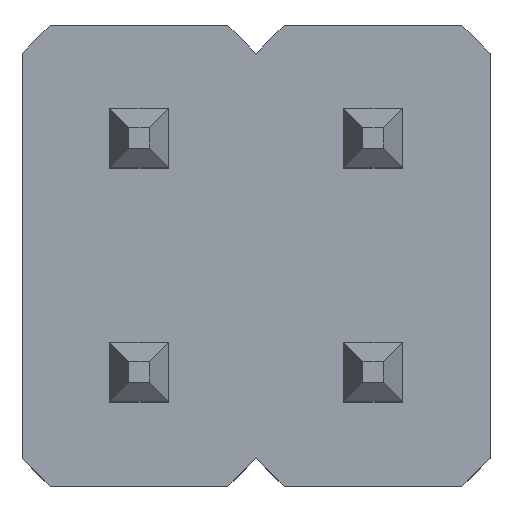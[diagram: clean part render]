
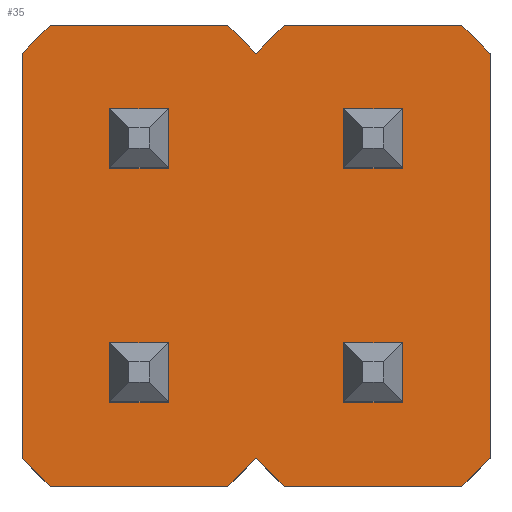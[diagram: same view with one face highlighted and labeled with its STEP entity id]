
A CAD part, top view. The second image highlights one B-rep face of the part: STEP entity #35.
In plain terms, the highlighted planar face has unit normal (0, 0, 1).
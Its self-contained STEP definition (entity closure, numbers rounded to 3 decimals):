
#35=ADVANCED_FACE('',(#368,#369,#370,#255,#371),#145,.T.);
#145=PLANE('',#2000);
#255=FACE_OUTER_BOUND('',#380,.T.);
#368=FACE_BOUND('',#377,.T.);
#369=FACE_BOUND('',#378,.T.);
#370=FACE_BOUND('',#379,.T.);
#371=FACE_BOUND('',#381,.T.);
#377=EDGE_LOOP('',(#542,#543,#544,#545));
#378=EDGE_LOOP('',(#546,#547,#548,#549));
#379=EDGE_LOOP('',(#550,#551,#552,#553));
#380=EDGE_LOOP('',(#554,#555,#556,#557,#558,#559,#560,#561,#562,#563,#564,
#565,#566,#567,#568,#569,#570,#571,#572,#573));
#381=EDGE_LOOP('',(#574,#575,#576,#577));
#542=ORIENTED_EDGE('',*,*,#1246,.T.);
#543=ORIENTED_EDGE('',*,*,#1247,.T.);
#544=ORIENTED_EDGE('',*,*,#1248,.F.);
#545=ORIENTED_EDGE('',*,*,#1249,.F.);
#546=ORIENTED_EDGE('',*,*,#1250,.T.);
#547=ORIENTED_EDGE('',*,*,#1251,.T.);
#548=ORIENTED_EDGE('',*,*,#1252,.F.);
#549=ORIENTED_EDGE('',*,*,#1253,.F.);
#550=ORIENTED_EDGE('',*,*,#1254,.T.);
#551=ORIENTED_EDGE('',*,*,#1255,.T.);
#552=ORIENTED_EDGE('',*,*,#1256,.F.);
#553=ORIENTED_EDGE('',*,*,#1257,.F.);
#554=ORIENTED_EDGE('',*,*,#1258,.T.);
#555=ORIENTED_EDGE('',*,*,#1259,.T.);
#556=ORIENTED_EDGE('',*,*,#1260,.F.);
#557=ORIENTED_EDGE('',*,*,#1261,.T.);
#558=ORIENTED_EDGE('',*,*,#1262,.T.);
#559=ORIENTED_EDGE('',*,*,#1263,.F.);
#560=ORIENTED_EDGE('',*,*,#1264,.T.);
#561=ORIENTED_EDGE('',*,*,#1265,.T.);
#562=ORIENTED_EDGE('',*,*,#1266,.F.);
#563=ORIENTED_EDGE('',*,*,#1267,.T.);
#564=ORIENTED_EDGE('',*,*,#1268,.T.);
#565=ORIENTED_EDGE('',*,*,#1269,.T.);
#566=ORIENTED_EDGE('',*,*,#1270,.F.);
#567=ORIENTED_EDGE('',*,*,#1271,.T.);
#568=ORIENTED_EDGE('',*,*,#1272,.T.);
#569=ORIENTED_EDGE('',*,*,#1273,.F.);
#570=ORIENTED_EDGE('',*,*,#1274,.T.);
#571=ORIENTED_EDGE('',*,*,#1275,.T.);
#572=ORIENTED_EDGE('',*,*,#1276,.F.);
#573=ORIENTED_EDGE('',*,*,#1277,.T.);
#574=ORIENTED_EDGE('',*,*,#1278,.T.);
#575=ORIENTED_EDGE('',*,*,#1279,.T.);
#576=ORIENTED_EDGE('',*,*,#1280,.F.);
#577=ORIENTED_EDGE('',*,*,#1281,.F.);
#1078=VERTEX_POINT('',#2706);
#1079=VERTEX_POINT('',#2707);
#1080=VERTEX_POINT('',#2709);
#1081=VERTEX_POINT('',#2711);
#1082=VERTEX_POINT('',#2714);
#1083=VERTEX_POINT('',#2715);
#1084=VERTEX_POINT('',#2717);
#1085=VERTEX_POINT('',#2719);
#1086=VERTEX_POINT('',#2722);
#1087=VERTEX_POINT('',#2723);
#1088=VERTEX_POINT('',#2725);
#1089=VERTEX_POINT('',#2727);
#1090=VERTEX_POINT('',#2730);
#1091=VERTEX_POINT('',#2731);
#1092=VERTEX_POINT('',#2733);
#1093=VERTEX_POINT('',#2735);
#1094=VERTEX_POINT('',#2737);
#1095=VERTEX_POINT('',#2739);
#1096=VERTEX_POINT('',#2741);
#1097=VERTEX_POINT('',#2743);
#1098=VERTEX_POINT('',#2745);
#1099=VERTEX_POINT('',#2747);
#1100=VERTEX_POINT('',#2749);
#1101=VERTEX_POINT('',#2751);
#1102=VERTEX_POINT('',#2753);
#1103=VERTEX_POINT('',#2755);
#1104=VERTEX_POINT('',#2757);
#1105=VERTEX_POINT('',#2759);
#1106=VERTEX_POINT('',#2761);
#1107=VERTEX_POINT('',#2763);
#1108=VERTEX_POINT('',#2765);
#1109=VERTEX_POINT('',#2767);
#1110=VERTEX_POINT('',#2770);
#1111=VERTEX_POINT('',#2771);
#1112=VERTEX_POINT('',#2773);
#1113=VERTEX_POINT('',#2775);
#1246=EDGE_CURVE('',#1078,#1079,#1514,.T.);
#1247=EDGE_CURVE('',#1079,#1080,#1515,.T.);
#1248=EDGE_CURVE('',#1081,#1080,#1516,.T.);
#1249=EDGE_CURVE('',#1078,#1081,#1517,.T.);
#1250=EDGE_CURVE('',#1082,#1083,#1518,.T.);
#1251=EDGE_CURVE('',#1083,#1084,#1519,.T.);
#1252=EDGE_CURVE('',#1085,#1084,#1520,.T.);
#1253=EDGE_CURVE('',#1082,#1085,#1521,.T.);
#1254=EDGE_CURVE('',#1086,#1087,#1522,.T.);
#1255=EDGE_CURVE('',#1087,#1088,#1523,.T.);
#1256=EDGE_CURVE('',#1089,#1088,#1524,.T.);
#1257=EDGE_CURVE('',#1086,#1089,#1525,.T.);
#1258=EDGE_CURVE('',#1090,#1091,#1526,.T.);
#1259=EDGE_CURVE('',#1091,#1092,#1527,.T.);
#1260=EDGE_CURVE('',#1093,#1092,#1528,.T.);
#1261=EDGE_CURVE('',#1093,#1094,#1529,.T.);
#1262=EDGE_CURVE('',#1094,#1095,#1530,.T.);
#1263=EDGE_CURVE('',#1096,#1095,#1531,.T.);
#1264=EDGE_CURVE('',#1096,#1097,#1532,.T.);
#1265=EDGE_CURVE('',#1097,#1098,#1533,.T.);
#1266=EDGE_CURVE('',#1099,#1098,#1534,.T.);
#1267=EDGE_CURVE('',#1099,#1100,#1535,.T.);
#1268=EDGE_CURVE('',#1100,#1101,#1536,.T.);
#1269=EDGE_CURVE('',#1101,#1102,#1537,.T.);
#1270=EDGE_CURVE('',#1103,#1102,#1538,.T.);
#1271=EDGE_CURVE('',#1103,#1104,#1539,.T.);
#1272=EDGE_CURVE('',#1104,#1105,#1540,.T.);
#1273=EDGE_CURVE('',#1106,#1105,#1541,.T.);
#1274=EDGE_CURVE('',#1106,#1107,#1542,.T.);
#1275=EDGE_CURVE('',#1107,#1108,#1543,.T.);
#1276=EDGE_CURVE('',#1109,#1108,#1544,.T.);
#1277=EDGE_CURVE('',#1109,#1090,#1545,.T.);
#1278=EDGE_CURVE('',#1110,#1111,#1546,.T.);
#1279=EDGE_CURVE('',#1111,#1112,#1547,.T.);
#1280=EDGE_CURVE('',#1113,#1112,#1548,.T.);
#1281=EDGE_CURVE('',#1110,#1113,#1549,.T.);
#1514=LINE('',#2705,#1782);
#1515=LINE('',#2708,#1783);
#1516=LINE('',#2710,#1784);
#1517=LINE('',#2712,#1785);
#1518=LINE('',#2713,#1786);
#1519=LINE('',#2716,#1787);
#1520=LINE('',#2718,#1788);
#1521=LINE('',#2720,#1789);
#1522=LINE('',#2721,#1790);
#1523=LINE('',#2724,#1791);
#1524=LINE('',#2726,#1792);
#1525=LINE('',#2728,#1793);
#1526=LINE('',#2729,#1794);
#1527=LINE('',#2732,#1795);
#1528=LINE('',#2734,#1796);
#1529=LINE('',#2736,#1797);
#1530=LINE('',#2738,#1798);
#1531=LINE('',#2740,#1799);
#1532=LINE('',#2742,#1800);
#1533=LINE('',#2744,#1801);
#1534=LINE('',#2746,#1802);
#1535=LINE('',#2748,#1803);
#1536=LINE('',#2750,#1804);
#1537=LINE('',#2752,#1805);
#1538=LINE('',#2754,#1806);
#1539=LINE('',#2756,#1807);
#1540=LINE('',#2758,#1808);
#1541=LINE('',#2760,#1809);
#1542=LINE('',#2762,#1810);
#1543=LINE('',#2764,#1811);
#1544=LINE('',#2766,#1812);
#1545=LINE('',#2768,#1813);
#1546=LINE('',#2769,#1814);
#1547=LINE('',#2772,#1815);
#1548=LINE('',#2774,#1816);
#1549=LINE('',#2776,#1817);
#1782=VECTOR('',#2165,1.);
#1783=VECTOR('',#2166,1.);
#1784=VECTOR('',#2167,1.);
#1785=VECTOR('',#2168,1.);
#1786=VECTOR('',#2169,1.);
#1787=VECTOR('',#2170,1.);
#1788=VECTOR('',#2171,1.);
#1789=VECTOR('',#2172,1.);
#1790=VECTOR('',#2173,1.);
#1791=VECTOR('',#2174,1.);
#1792=VECTOR('',#2175,1.);
#1793=VECTOR('',#2176,1.);
#1794=VECTOR('',#2177,1.);
#1795=VECTOR('',#2178,1.);
#1796=VECTOR('',#2179,1.);
#1797=VECTOR('',#2180,1.);
#1798=VECTOR('',#2181,1.);
#1799=VECTOR('',#2182,1.);
#1800=VECTOR('',#2183,1.);
#1801=VECTOR('',#2184,1.);
#1802=VECTOR('',#2185,1.);
#1803=VECTOR('',#2186,1.);
#1804=VECTOR('',#2187,1.);
#1805=VECTOR('',#2188,1.);
#1806=VECTOR('',#2189,1.);
#1807=VECTOR('',#2190,1.);
#1808=VECTOR('',#2191,1.);
#1809=VECTOR('',#2192,1.);
#1810=VECTOR('',#2193,1.);
#1811=VECTOR('',#2194,1.);
#1812=VECTOR('',#2195,1.);
#1813=VECTOR('',#2196,1.);
#1814=VECTOR('',#2197,1.);
#1815=VECTOR('',#2198,1.);
#1816=VECTOR('',#2199,1.);
#1817=VECTOR('',#2200,1.);
#2000=AXIS2_PLACEMENT_3D('',#2777,#2201,#2202);
#2165=DIRECTION('',(0.,1.,0.));
#2166=DIRECTION('',(1.,0.,0.));
#2167=DIRECTION('',(0.,1.,0.));
#2168=DIRECTION('',(1.,0.,0.));
#2169=DIRECTION('',(0.,1.,0.));
#2170=DIRECTION('',(1.,0.,0.));
#2171=DIRECTION('',(0.,1.,0.));
#2172=DIRECTION('',(1.,0.,0.));
#2173=DIRECTION('',(0.,1.,0.));
#2174=DIRECTION('',(1.,0.,0.));
#2175=DIRECTION('',(0.,1.,0.));
#2176=DIRECTION('',(1.,0.,0.));
#2177=DIRECTION('',(-1.,0.,0.));
#2178=DIRECTION('',(-0.707,0.707,0.));
#2179=DIRECTION('',(1.,0.,0.));
#2180=DIRECTION('',(-0.707,-0.707,0.));
#2181=DIRECTION('',(-1.,0.,0.));
#2182=DIRECTION('',(0.,1.,0.));
#2183=DIRECTION('',(1.,0.,0.));
#2184=DIRECTION('',(0.707,-0.707,0.));
#2185=DIRECTION('',(-1.,0.,0.));
#2186=DIRECTION('',(0.707,0.707,0.));
#2187=DIRECTION('',(1.,0.,0.));
#2188=DIRECTION('',(0.707,-0.707,0.));
#2189=DIRECTION('',(-1.,0.,0.));
#2190=DIRECTION('',(0.707,0.707,0.));
#2191=DIRECTION('',(1.,0.,0.));
#2192=DIRECTION('',(0.,-1.,0.));
#2193=DIRECTION('',(-1.,0.,0.));
#2194=DIRECTION('',(-0.707,0.707,0.));
#2195=DIRECTION('',(1.,0.,0.));
#2196=DIRECTION('',(-0.707,-0.707,0.));
#2197=DIRECTION('',(0.,1.,0.));
#2198=DIRECTION('',(1.,0.,0.));
#2199=DIRECTION('',(0.,1.,0.));
#2200=DIRECTION('',(1.,0.,0.));
#2201=DIRECTION('',(0.,0.,1.));
#2202=DIRECTION('',(1.,0.,0.));
#2705=CARTESIAN_POINT('',(3.493,3.453,2.));
#2706=CARTESIAN_POINT('',(3.493,3.453,2.));
#2707=CARTESIAN_POINT('',(3.493,4.088,2.));
#2708=CARTESIAN_POINT('',(3.493,4.088,2.));
#2709=CARTESIAN_POINT('',(4.128,4.088,2.));
#2710=CARTESIAN_POINT('',(4.128,3.453,2.));
#2711=CARTESIAN_POINT('',(4.128,3.453,2.));
#2712=CARTESIAN_POINT('',(3.493,3.453,2.));
#2713=CARTESIAN_POINT('',(3.493,0.913,2.));
#2714=CARTESIAN_POINT('',(3.493,0.913,2.));
#2715=CARTESIAN_POINT('',(3.493,1.548,2.));
#2716=CARTESIAN_POINT('',(3.493,1.548,2.));
#2717=CARTESIAN_POINT('',(4.128,1.548,2.));
#2718=CARTESIAN_POINT('',(4.128,0.913,2.));
#2719=CARTESIAN_POINT('',(4.128,0.913,2.));
#2720=CARTESIAN_POINT('',(3.493,0.913,2.));
#2721=CARTESIAN_POINT('',(0.953,3.453,2.));
#2722=CARTESIAN_POINT('',(0.953,3.453,2.));
#2723=CARTESIAN_POINT('',(0.953,4.088,2.));
#2724=CARTESIAN_POINT('',(0.953,4.088,2.));
#2725=CARTESIAN_POINT('',(1.588,4.088,2.));
#2726=CARTESIAN_POINT('',(1.588,3.453,2.));
#2727=CARTESIAN_POINT('',(1.588,3.453,2.));
#2728=CARTESIAN_POINT('',(0.953,3.453,2.));
#2729=CARTESIAN_POINT('',(2.54,4.7,2.));
#2730=CARTESIAN_POINT('',(2.545,4.7,2.));
#2731=CARTESIAN_POINT('',(2.535,4.7,2.));
#2732=CARTESIAN_POINT('',(3.003,4.233,2.));
#2733=CARTESIAN_POINT('',(2.235,5.,2.));
#2734=CARTESIAN_POINT('',(1.27,5.,2.));
#2735=CARTESIAN_POINT('',(0.305,5.,2.));
#2736=CARTESIAN_POINT('',(-0.463,4.233,2.));
#2737=CARTESIAN_POINT('',(0.005,4.7,2.));
#2738=CARTESIAN_POINT('',(0.005,4.7,2.));
#2739=CARTESIAN_POINT('',(0.,4.7,2.));
#2740=CARTESIAN_POINT('',(0.,2.5,2.));
#2741=CARTESIAN_POINT('',(0.,0.3,2.));
#2742=CARTESIAN_POINT('',(0.,0.3,2.));
#2743=CARTESIAN_POINT('',(0.005,0.3,2.));
#2744=CARTESIAN_POINT('',(-0.463,0.768,2.));
#2745=CARTESIAN_POINT('',(0.305,0.,2.));
#2746=CARTESIAN_POINT('',(1.27,0.,2.));
#2747=CARTESIAN_POINT('',(2.235,0.,2.));
#2748=CARTESIAN_POINT('',(3.003,0.768,2.));
#2749=CARTESIAN_POINT('',(2.535,0.3,2.));
#2750=CARTESIAN_POINT('',(2.535,0.3,2.));
#2751=CARTESIAN_POINT('',(2.545,0.3,2.));
#2752=CARTESIAN_POINT('',(0.808,2.038,2.));
#2753=CARTESIAN_POINT('',(2.845,0.,2.));
#2754=CARTESIAN_POINT('',(3.81,0.,2.));
#2755=CARTESIAN_POINT('',(4.775,0.,2.));
#2756=CARTESIAN_POINT('',(4.273,-0.503,2.));
#2757=CARTESIAN_POINT('',(5.075,0.3,2.));
#2758=CARTESIAN_POINT('',(5.075,0.3,2.));
#2759=CARTESIAN_POINT('',(5.08,0.3,2.));
#2760=CARTESIAN_POINT('',(5.08,2.5,2.));
#2761=CARTESIAN_POINT('',(5.08,4.7,2.));
#2762=CARTESIAN_POINT('',(5.08,4.7,2.));
#2763=CARTESIAN_POINT('',(5.075,4.7,2.));
#2764=CARTESIAN_POINT('',(4.273,5.503,2.));
#2765=CARTESIAN_POINT('',(4.775,5.,2.));
#2766=CARTESIAN_POINT('',(3.81,5.,2.));
#2767=CARTESIAN_POINT('',(2.845,5.,2.));
#2768=CARTESIAN_POINT('',(0.808,2.963,2.));
#2769=CARTESIAN_POINT('',(0.953,0.913,2.));
#2770=CARTESIAN_POINT('',(0.953,0.913,2.));
#2771=CARTESIAN_POINT('',(0.953,1.548,2.));
#2772=CARTESIAN_POINT('',(0.953,1.548,2.));
#2773=CARTESIAN_POINT('',(1.588,1.548,2.));
#2774=CARTESIAN_POINT('',(1.588,0.913,2.));
#2775=CARTESIAN_POINT('',(1.588,0.913,2.));
#2776=CARTESIAN_POINT('',(0.953,0.913,2.));
#2777=CARTESIAN_POINT('',(1.27,2.5,2.));
